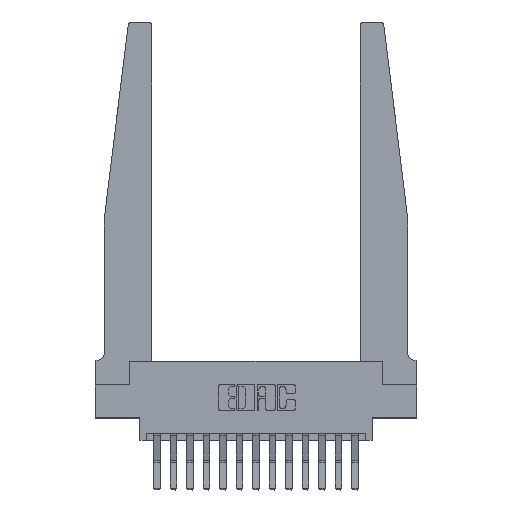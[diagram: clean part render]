
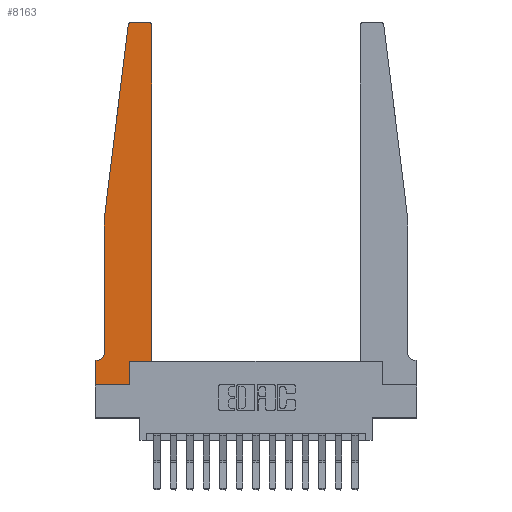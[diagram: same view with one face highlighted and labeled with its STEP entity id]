
A CAD part, top view. The second image highlights one B-rep face of the part: STEP entity #8163.
In plain terms, the highlighted planar face has unit normal (0, 0, 1).
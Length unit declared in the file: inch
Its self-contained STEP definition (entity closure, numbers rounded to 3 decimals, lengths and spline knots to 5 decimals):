
#106 = VERTEX_POINT ( 'NONE', #5181 ) ;
#509 = EDGE_CURVE ( 'NONE', #3148, #1248, #3363, .T. ) ;
#1032 = VECTOR ( 'NONE', #8951, 39.37008 ) ;
#1248 = VERTEX_POINT ( 'NONE', #14650 ) ;
#1391 = CARTESIAN_POINT ( 'NONE',  ( 0.065, 1.25, 0.37 ) ) ;
#1406 = CIRCLE ( 'NONE', #12600, 0.05 ) ;
#1764 = VECTOR ( 'NONE', #16342, 39.37008 ) ;
#2105 = EDGE_CURVE ( 'NONE', #9612, #3148, #4084, .T. ) ;
#2256 = CARTESIAN_POINT ( 'NONE',  ( 0.425, 0.18, 0.37 ) ) ;
#2327 = DIRECTION ( 'NONE',  ( 0., -1., 0. ) ) ;
#2415 = AXIS2_PLACEMENT_3D ( 'NONE', #2630, #12156, #13604 ) ;
#2630 = CARTESIAN_POINT ( 'NONE',  ( 0.395, 2.72, 0.37 ) ) ;
#3009 = LINE ( 'NONE', #16610, #16854 ) ;
#3032 = CARTESIAN_POINT ( 'NONE',  ( 0.27653, 2.72, 0.37 ) ) ;
#3115 = VECTOR ( 'NONE', #3564, 39.37008 ) ;
#3148 = VERTEX_POINT ( 'NONE', #5928 ) ;
#3363 = LINE ( 'NONE', #4985, #1032 ) ;
#3470 = CARTESIAN_POINT ( 'NONE',  ( 0.425, 0.18, 0.37 ) ) ;
#3564 = DIRECTION ( 'NONE',  ( 0., 1., 0. ) ) ;
#3606 = CARTESIAN_POINT ( 'NONE',  ( 0.015, 0.1875, 0.37 ) ) ;
#4084 = LINE ( 'NONE', #5352, #9745 ) ;
#4439 = DIRECTION ( 'NONE',  ( 1., 0., 0. ) ) ;
#4551 = DIRECTION ( 'NONE',  ( -0.122, -0.992, 0. ) ) ;
#4713 = VERTEX_POINT ( 'NONE', #17538 ) ;
#4780 = ORIENTED_EDGE ( 'NONE', *, *, #14493, .T. ) ;
#4985 = CARTESIAN_POINT ( 'NONE',  ( 0., 0., 0.37 ) ) ;
#5057 = AXIS2_PLACEMENT_3D ( 'NONE', #3032, #6753, #14095 ) ;
#5102 = EDGE_CURVE ( 'NONE', #16072, #9543, #13796, .T. ) ;
#5181 = CARTESIAN_POINT ( 'NONE',  ( 0.425, 2.72, 0.37 ) ) ;
#5352 = CARTESIAN_POINT ( 'NONE',  ( 0., 0., 0.37 ) ) ;
#5373 = DIRECTION ( 'NONE',  ( 0., 0., 1. ) ) ;
#5795 = ORIENTED_EDGE ( 'NONE', *, *, #5102, .T. ) ;
#5915 = CARTESIAN_POINT ( 'NONE',  ( 0.065, 1.25, 0.37 ) ) ;
#5928 = CARTESIAN_POINT ( 'NONE',  ( 0., 0., 0.37 ) ) ;
#6071 = EDGE_CURVE ( 'NONE', #106, #6268, #11870, .T. ) ;
#6159 = ORIENTED_EDGE ( 'NONE', *, *, #10624, .T. ) ;
#6268 = VERTEX_POINT ( 'NONE', #16835 ) ;
#6753 = DIRECTION ( 'NONE',  ( 0., 0., 1. ) ) ;
#7124 = LINE ( 'NONE', #13964, #15166 ) ;
#7215 = DIRECTION ( 'NONE',  ( 0., 1., 0. ) ) ;
#7243 = VECTOR ( 'NONE', #7215, 39.37008 ) ;
#7469 = EDGE_CURVE ( 'NONE', #6268, #4713, #7124, .T. ) ;
#7787 = ORIENTED_EDGE ( 'NONE', *, *, #6071, .T. ) ;
#7894 = ORIENTED_EDGE ( 'NONE', *, *, #2105, .T. ) ;
#8163 = ADVANCED_FACE ( 'NONE', ( #12112 ), #10759, .T. ) ;
#8300 = DIRECTION ( 'NONE',  ( 0., 0., -1. ) ) ;
#8925 = CARTESIAN_POINT ( 'NONE',  ( 0.24675, 2.72367, 0.37 ) ) ;
#8929 = VECTOR ( 'NONE', #14679, 39.37008 ) ;
#8946 = CARTESIAN_POINT ( 'NONE',  ( 0., 0.1875, 0.37 ) ) ;
#8951 = DIRECTION ( 'NONE',  ( 1., 0., 0. ) ) ;
#9174 = CARTESIAN_POINT ( 'NONE',  ( 0.065, 0.1875, 0.37 ) ) ;
#9543 = VERTEX_POINT ( 'NONE', #11550 ) ;
#9612 = VERTEX_POINT ( 'NONE', #8946 ) ;
#9670 = DIRECTION ( 'NONE',  ( -1., 0., 0. ) ) ;
#9745 = VECTOR ( 'NONE', #2327, 39.37008 ) ;
#9943 = CIRCLE ( 'NONE', #5057, 0.03 ) ;
#10021 = VERTEX_POINT ( 'NONE', #8925 ) ;
#10100 = CARTESIAN_POINT ( 'NONE',  ( 0.2605, 0.18, 0.37 ) ) ;
#10266 = EDGE_CURVE ( 'NONE', #4713, #10021, #9943, .T. ) ;
#10624 = EDGE_CURVE ( 'NONE', #14851, #12875, #3009, .T. ) ;
#10632 = ORIENTED_EDGE ( 'NONE', *, *, #12359, .T. ) ;
#10759 = PLANE ( 'NONE',  #14312 ) ;
#10780 = ORIENTED_EDGE ( 'NONE', *, *, #509, .T. ) ;
#11081 = CARTESIAN_POINT ( 'NONE',  ( 0.015, 0.2375, 0.37 ) ) ;
#11197 = ORIENTED_EDGE ( 'NONE', *, *, #17394, .T. ) ;
#11374 = EDGE_LOOP ( 'NONE', ( #17081, #17156, #13578, #5795, #10632, #14832, #7894, #10780, #11197, #6159, #4780, #7787 ) ) ;
#11550 = CARTESIAN_POINT ( 'NONE',  ( 0.065, 0.2375, 0.37 ) ) ;
#11870 = CIRCLE ( 'NONE', #2415, 0.03 ) ;
#12112 = FACE_OUTER_BOUND ( 'NONE', #11374, .T. ) ;
#12156 = DIRECTION ( 'NONE',  ( 0., 0., 1. ) ) ;
#12359 = EDGE_CURVE ( 'NONE', #9543, #16604, #1406, .T. ) ;
#12385 = CARTESIAN_POINT ( 'NONE',  ( 0.065, 1.25, 0.37 ) ) ;
#12600 = AXIS2_PLACEMENT_3D ( 'NONE', #11081, #8300, #16596 ) ;
#12621 = LINE ( 'NONE', #10100, #7243 ) ;
#12750 = LINE ( 'NONE', #5915, #15029 ) ;
#12875 = VERTEX_POINT ( 'NONE', #2256 ) ;
#13304 = LINE ( 'NONE', #9174, #8929 ) ;
#13578 = ORIENTED_EDGE ( 'NONE', *, *, #14362, .T. ) ;
#13604 = DIRECTION ( 'NONE',  ( 1., 0., 0. ) ) ;
#13796 = LINE ( 'NONE', #1391, #1764 ) ;
#13964 = CARTESIAN_POINT ( 'NONE',  ( 0.25, 2.75, 0.37 ) ) ;
#14095 = DIRECTION ( 'NONE',  ( 1., 0., 0. ) ) ;
#14312 = AXIS2_PLACEMENT_3D ( 'NONE', #16273, #5373, #16626 ) ;
#14362 = EDGE_CURVE ( 'NONE', #10021, #16072, #12750, .T. ) ;
#14493 = EDGE_CURVE ( 'NONE', #12875, #106, #15831, .T. ) ;
#14650 = CARTESIAN_POINT ( 'NONE',  ( 0.2605, 0., 0.37 ) ) ;
#14679 = DIRECTION ( 'NONE',  ( -1., 0., 0. ) ) ;
#14832 = ORIENTED_EDGE ( 'NONE', *, *, #15905, .T. ) ;
#14851 = VERTEX_POINT ( 'NONE', #17325 ) ;
#15029 = VECTOR ( 'NONE', #4551, 39.37008 ) ;
#15166 = VECTOR ( 'NONE', #9670, 39.37008 ) ;
#15831 = LINE ( 'NONE', #3470, #3115 ) ;
#15905 = EDGE_CURVE ( 'NONE', #16604, #9612, #13304, .T. ) ;
#16072 = VERTEX_POINT ( 'NONE', #12385 ) ;
#16273 = CARTESIAN_POINT ( 'NONE',  ( 0., 0.1875, 0.37 ) ) ;
#16342 = DIRECTION ( 'NONE',  ( 0., -1., 0. ) ) ;
#16596 = DIRECTION ( 'NONE',  ( -1., 0., 0. ) ) ;
#16604 = VERTEX_POINT ( 'NONE', #3606 ) ;
#16610 = CARTESIAN_POINT ( 'NONE',  ( 0.425, 0.18, 0.37 ) ) ;
#16626 = DIRECTION ( 'NONE',  ( 1., 0., 0. ) ) ;
#16835 = CARTESIAN_POINT ( 'NONE',  ( 0.395, 2.75, 0.37 ) ) ;
#16854 = VECTOR ( 'NONE', #4439, 39.37008 ) ;
#17081 = ORIENTED_EDGE ( 'NONE', *, *, #7469, .T. ) ;
#17156 = ORIENTED_EDGE ( 'NONE', *, *, #10266, .T. ) ;
#17325 = CARTESIAN_POINT ( 'NONE',  ( 0.2605, 0.18, 0.37 ) ) ;
#17394 = EDGE_CURVE ( 'NONE', #1248, #14851, #12621, .T. ) ;
#17538 = CARTESIAN_POINT ( 'NONE',  ( 0.27653, 2.75, 0.37 ) ) ;
